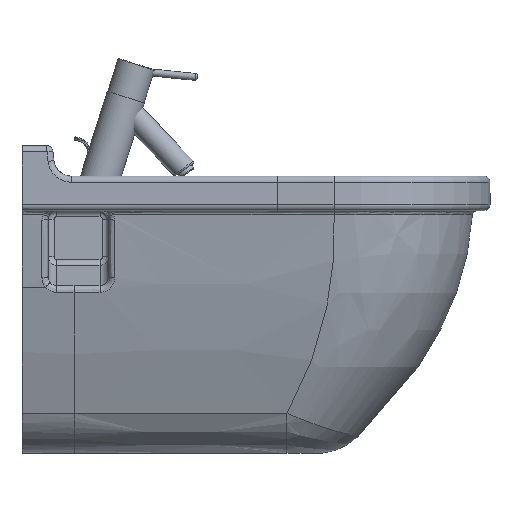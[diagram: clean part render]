
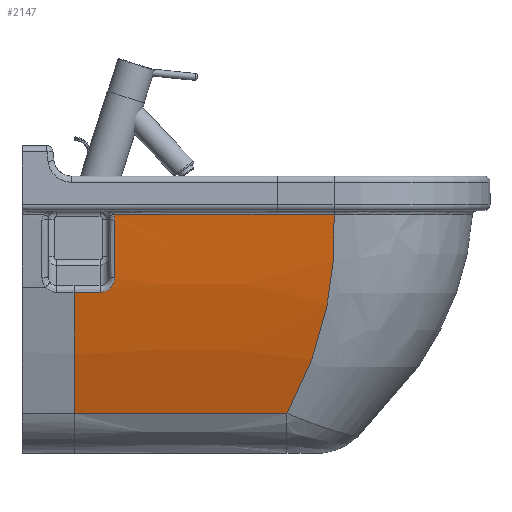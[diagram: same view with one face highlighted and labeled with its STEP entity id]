
A CAD part, left-side view. The second image highlights one B-rep face of the part: STEP entity #2147.
In plain terms, the highlighted free-form (B-spline) face has degree [3, 3] with [4, 4] control points.
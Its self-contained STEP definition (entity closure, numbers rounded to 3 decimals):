
#112=CARTESIAN_POINT('',(382.375,-6.516,-134.187));
#113=VERTEX_POINT('',#112);
#181=CARTESIAN_POINT('',(352.375,-6.516,-134.187));
#182=VERTEX_POINT('',#181);
#183=CARTESIAN_POINT('',(382.375,-6.516,-134.187));
#184=CARTESIAN_POINT('',(372.375,-6.516,-134.187));
#185=CARTESIAN_POINT('',(362.375,-6.516,-134.187));
#186=CARTESIAN_POINT('',(352.375,-6.516,-134.187));
#187=B_SPLINE_CURVE_WITH_KNOTS('',3,(#183,#184,#185,#186),.UNSPECIFIED.,.F.,.U.,(4,4),(-3.,0.0),.UNSPECIFIED.);
#188=EDGE_CURVE('',#113,#182,#187,.T.);
#390=CARTESIAN_POINT('',(335.375,-3.432,-117.153));
#391=VERTEX_POINT('',#390);
#423=CARTESIAN_POINT('',(352.375,-6.516,-134.187));
#424=CARTESIAN_POINT('',(351.102,-6.516,-134.187));
#425=CARTESIAN_POINT('',(349.174,-6.475,-133.969));
#426=CARTESIAN_POINT('',(347.028,-6.357,-133.346));
#427=CARTESIAN_POINT('',(345.838,-6.271,-132.89));
#428=CARTESIAN_POINT('',(344.67,-6.172,-132.365));
#429=CARTESIAN_POINT('',(343.549,-6.054,-131.742));
#430=CARTESIAN_POINT('',(342.489,-5.921,-131.028));
#431=CARTESIAN_POINT('',(341.477,-5.778,-130.262));
#432=CARTESIAN_POINT('',(340.292,-5.58,-129.197));
#433=CARTESIAN_POINT('',(339.016,-5.315,-127.758));
#434=CARTESIAN_POINT('',(337.914,-5.028,-126.187));
#435=CARTESIAN_POINT('',(337.004,-4.727,-124.523));
#436=CARTESIAN_POINT('',(336.28,-4.411,-122.757));
#437=CARTESIAN_POINT('',(335.76,-4.088,-120.93));
#438=CARTESIAN_POINT('',(335.445,-3.76,-119.053));
#439=CARTESIAN_POINT('',(335.375,-3.54,-117.785));
#440=CARTESIAN_POINT('',(335.375,-3.432,-117.153));
#441=B_SPLINE_CURVE_WITH_KNOTS('',3,(#423,#424,#425,#426,#427,#428,#429,#430,#431,#432,#433,#434,#435,#436,#437,#438,#439,#440),.UNSPECIFIED.,.F.,.U.,(4,1,1,1,1,1,1,1,1,1,1,1,1,1,1,4),(-2.673,-2.291,-2.1,-2.005,-1.909,-1.718,-1.623,-1.527,-1.337,-1.146,-0.955,-0.764,-0.573,-0.382,-0.191,0.0),.UNSPECIFIED.);
#442=EDGE_CURVE('',#182,#391,#441,.T.);
#489=CARTESIAN_POINT('',(335.375,5.736,-50.733));
#490=VERTEX_POINT('',#489);
#491=CARTESIAN_POINT('',(335.375,-3.432,-117.153));
#492=CARTESIAN_POINT('',(335.375,0.358,-95.12));
#493=CARTESIAN_POINT('',(335.375,3.396,-72.954));
#494=CARTESIAN_POINT('',(335.375,5.736,-50.733));
#495=B_SPLINE_CURVE_WITH_KNOTS('',3,(#491,#492,#493,#494),.UNSPECIFIED.,.F.,.U.,(4,4),(-6.659,0.0),.UNSPECIFIED.);
#496=EDGE_CURVE('',#391,#490,#495,.T.);
#569=CARTESIAN_POINT('',(336.541,6.374,-44.505));
#570=VERTEX_POINT('',#569);
#571=CARTESIAN_POINT('',(335.375,5.736,-50.733));
#572=CARTESIAN_POINT('',(335.375,5.863,-49.527));
#573=CARTESIAN_POINT('',(335.6,6.084,-47.394));
#574=CARTESIAN_POINT('',(336.213,6.29,-45.349));
#575=CARTESIAN_POINT('',(336.541,6.374,-44.505));
#576=B_SPLINE_CURVE_WITH_KNOTS('',3,(#571,#572,#573,#574,#575),.UNSPECIFIED.,.F.,.U.,(4,1,4),(-0.633,-0.271,0.0),.UNSPECIFIED.);
#577=EDGE_CURVE('',#490,#570,#576,.T.);
#2090=CARTESIAN_POINT('',(136.609,-44.818,-274.025));
#2091=CARTESIAN_POINT('',(218.531,-44.818,-274.025));
#2092=CARTESIAN_POINT('',(300.453,-44.818,-274.025));
#2093=CARTESIAN_POINT('',(382.375,-44.818,-274.025));
#2094=CARTESIAN_POINT('',(97.192,-18.835,-202.919));
#2095=CARTESIAN_POINT('',(192.253,-18.835,-202.919));
#2096=CARTESIAN_POINT('',(287.314,-18.835,-202.919));
#2097=CARTESIAN_POINT('',(382.375,-18.835,-202.919));
#2098=CARTESIAN_POINT('',(79.05,-1.771,-126.41));
#2099=CARTESIAN_POINT('',(180.158,-1.771,-126.41));
#2100=CARTESIAN_POINT('',(281.267,-1.771,-126.41));
#2101=CARTESIAN_POINT('',(382.375,-1.771,-126.41));
#2102=CARTESIAN_POINT('',(82.182,6.375,-44.498));
#2103=CARTESIAN_POINT('',(182.246,6.375,-44.498));
#2104=CARTESIAN_POINT('',(282.311,6.375,-44.498));
#2105=CARTESIAN_POINT('',(382.375,6.375,-44.498));
#2106=B_SPLINE_SURFACE_WITH_KNOTS('',3,3,((#2090,#2094,#2098,#2102),(#2091,#2095,#2099,#2103),(#2092,#2096,#2100,#2104),(#2093,#2097,#2101,#2105)),.UNSPECIFIED.,.F.,.F.,.U.,(4,4),(4,4),(0.0,1.0),(0.177,0.985),.UNSPECIFIED.);
#2107=ORIENTED_EDGE('',*,*,#577,.F.);
#2108=ORIENTED_EDGE('',*,*,#496,.F.);
#2109=ORIENTED_EDGE('',*,*,#442,.F.);
#2110=ORIENTED_EDGE('',*,*,#188,.F.);
#2111=CARTESIAN_POINT('',(382.375,-44.818,-274.025));
#2112=VERTEX_POINT('',#2111);
#2113=CARTESIAN_POINT('',(382.375,-44.818,-274.025));
#2114=CARTESIAN_POINT('',(382.375,-28.558,-229.528));
#2115=CARTESIAN_POINT('',(382.375,-15.791,-182.915));
#2116=CARTESIAN_POINT('',(382.375,-6.516,-134.187));
#2117=B_SPLINE_CURVE_WITH_KNOTS('',3,(#2113,#2114,#2115,#2116),.UNSPECIFIED.,.F.,.U.,(4,4),(0.177,0.683),.UNSPECIFIED.);
#2118=EDGE_CURVE('',#2112,#113,#2117,.T.);
#2119=ORIENTED_EDGE('',*,*,#2118,.F.);
#2120=CARTESIAN_POINT('',(136.609,-44.818,-274.025));
#2121=VERTEX_POINT('',#2120);
#2122=CARTESIAN_POINT('',(136.609,-44.818,-274.025));
#2123=CARTESIAN_POINT('',(218.531,-44.818,-274.025));
#2124=CARTESIAN_POINT('',(300.453,-44.818,-274.025));
#2125=CARTESIAN_POINT('',(382.375,-44.818,-274.025));
#2126=B_SPLINE_CURVE_WITH_KNOTS('',3,(#2122,#2123,#2124,#2125),.UNSPECIFIED.,.F.,.U.,(4,4),(-24.577,0.),.UNSPECIFIED.);
#2127=EDGE_CURVE('',#2121,#2112,#2126,.T.);
#2128=ORIENTED_EDGE('',*,*,#2127,.F.);
#2129=CARTESIAN_POINT('',(82.182,6.374,-44.505));
#2130=VERTEX_POINT('',#2129);
#2131=CARTESIAN_POINT('',(136.609,-44.818,-274.025));
#2132=CARTESIAN_POINT('',(97.194,-18.835,-202.921));
#2133=CARTESIAN_POINT('',(79.051,-1.772,-126.415));
#2134=CARTESIAN_POINT('',(82.182,6.374,-44.505));
#2135=B_SPLINE_CURVE_WITH_KNOTS('',3,(#2131,#2132,#2133,#2134),.UNSPECIFIED.,.F.,.U.,(4,4),(0.177,0.985),.UNSPECIFIED.);
#2136=EDGE_CURVE('',#2121,#2130,#2135,.T.);
#2137=ORIENTED_EDGE('',*,*,#2136,.T.);
#2138=CARTESIAN_POINT('',(336.541,6.374,-44.505));
#2139=CARTESIAN_POINT('',(251.755,6.374,-44.505));
#2140=CARTESIAN_POINT('',(166.968,6.374,-44.505));
#2141=CARTESIAN_POINT('',(82.182,6.374,-44.505));
#2142=B_SPLINE_CURVE_WITH_KNOTS('',3,(#2138,#2139,#2140,#2141),.UNSPECIFIED.,.F.,.U.,(4,4),(4.583,30.019),.UNSPECIFIED.);
#2143=EDGE_CURVE('',#570,#2130,#2142,.T.);
#2144=ORIENTED_EDGE('',*,*,#2143,.F.);
#2145=EDGE_LOOP('',(#2107,#2108,#2109,#2110,#2119,#2128,#2137,#2144));
#2146=FACE_OUTER_BOUND('',#2145,.T.);
#2147=ADVANCED_FACE('',(#2146),#2106,.F.);
